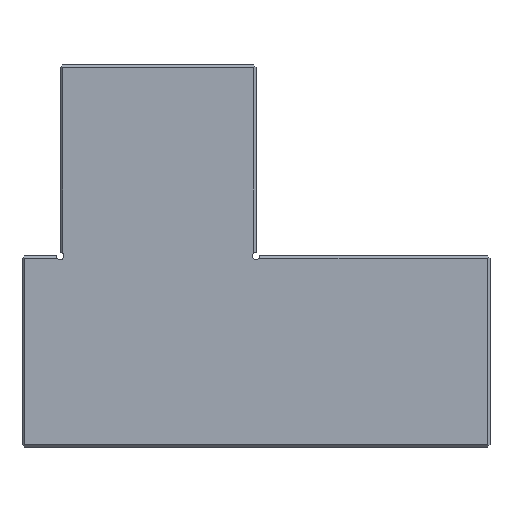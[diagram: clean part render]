
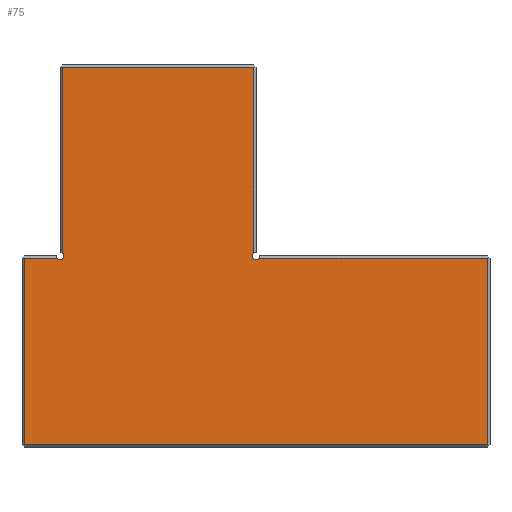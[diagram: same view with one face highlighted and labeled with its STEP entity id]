
A CAD part, front view. The second image highlights one B-rep face of the part: STEP entity #75.
In plain terms, the highlighted planar face has unit normal (0, -1, 0).
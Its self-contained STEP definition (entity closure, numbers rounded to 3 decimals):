
#75 = ADVANCED_FACE( '', ( #137 ), #138, .F. );
#137 = FACE_OUTER_BOUND( '', #297, .T. );
#138 = PLANE( '', #298 );
#297 = EDGE_LOOP( '', ( #457, #458, #459, #460, #461, #462, #463, #464, #465, #466 ) );
#298 = AXIS2_PLACEMENT_3D( '', #467, #468, #469 );
#457 = ORIENTED_EDGE( '', *, *, #897, .T. );
#458 = ORIENTED_EDGE( '', *, *, #898, .T. );
#459 = ORIENTED_EDGE( '', *, *, #899, .T. );
#460 = ORIENTED_EDGE( '', *, *, #900, .T. );
#461 = ORIENTED_EDGE( '', *, *, #901, .F. );
#462 = ORIENTED_EDGE( '', *, *, #902, .T. );
#463 = ORIENTED_EDGE( '', *, *, #903, .T. );
#464 = ORIENTED_EDGE( '', *, *, #904, .T. );
#465 = ORIENTED_EDGE( '', *, *, #905, .F. );
#466 = ORIENTED_EDGE( '', *, *, #906, .T. );
#467 = CARTESIAN_POINT( '', ( 98., -40., 0. ) );
#468 = DIRECTION( '', ( 0., 1., 0. ) );
#469 = DIRECTION( '', ( 0., 0., 1. ) );
#897 = EDGE_CURVE( '', #1026, #1027, #1028, .T. );
#898 = EDGE_CURVE( '', #1027, #1029, #1030, .T. );
#899 = EDGE_CURVE( '', #1029, #1031, #1032, .T. );
#900 = EDGE_CURVE( '', #1031, #1033, #1034, .T. );
#901 = EDGE_CURVE( '', #1035, #1033, #1036, .T. );
#902 = EDGE_CURVE( '', #1035, #1037, #1038, .T. );
#903 = EDGE_CURVE( '', #1037, #1039, #1040, .T. );
#904 = EDGE_CURVE( '', #1039, #1041, #1042, .T. );
#905 = EDGE_CURVE( '', #1043, #1041, #1044, .T. );
#906 = EDGE_CURVE( '', #1043, #1026, #1045, .T. );
#1026 = VERTEX_POINT( '', #1250 );
#1027 = VERTEX_POINT( '', #1251 );
#1028 = LINE( '', #1252, #1253 );
#1029 = VERTEX_POINT( '', #1254 );
#1030 = LINE( '', #1255, #1256 );
#1031 = VERTEX_POINT( '', #1257 );
#1032 = LINE( '', #1258, #1259 );
#1033 = VERTEX_POINT( '', #1260 );
#1034 = LINE( '', #1261, #1262 );
#1035 = VERTEX_POINT( '', #1263 );
#1036 = CIRCLE( '', #1264, 0.75 );
#1037 = VERTEX_POINT( '', #1265 );
#1038 = LINE( '', #1266, #1267 );
#1039 = VERTEX_POINT( '', #1268 );
#1040 = LINE( '', #1269, #1270 );
#1041 = VERTEX_POINT( '', #1271 );
#1042 = LINE( '', #1272, #1273 );
#1043 = VERTEX_POINT( '', #1274 );
#1044 = CIRCLE( '', #1275, 0.75 );
#1045 = LINE( '', #1276, #1277 );
#1250 = CARTESIAN_POINT( '', ( 0.5, -40., 39.5 ) );
#1251 = CARTESIAN_POINT( '', ( 0.5, -40., 0.5 ) );
#1252 = CARTESIAN_POINT( '', ( 0.5, -40., 0. ) );
#1253 = VECTOR( '', #1558, 1000. );
#1254 = CARTESIAN_POINT( '', ( 97.5, -40., 0.5 ) );
#1255 = CARTESIAN_POINT( '', ( 97.5, -40., 0.5 ) );
#1256 = VECTOR( '', #1559, 1000. );
#1257 = CARTESIAN_POINT( '', ( 97.5, -40., 39.5 ) );
#1258 = CARTESIAN_POINT( '', ( 97.5, -40., 40. ) );
#1259 = VECTOR( '', #1560, 1000. );
#1260 = CARTESIAN_POINT( '', ( 49.559, -40., 39.5 ) );
#1261 = CARTESIAN_POINT( '', ( 49.75, -40., 39.5 ) );
#1262 = VECTOR( '', #1561, 1000. );
#1263 = CARTESIAN_POINT( '', ( 48.5, -40., 40.559 ) );
#1264 = AXIS2_PLACEMENT_3D( '', #1562, #1563, #1564 );
#1265 = CARTESIAN_POINT( '', ( 48.5, -40., 79.5 ) );
#1266 = CARTESIAN_POINT( '', ( 48.5, -40., 80. ) );
#1267 = VECTOR( '', #1565, 1000. );
#1268 = CARTESIAN_POINT( '', ( 8.5, -40., 79.5 ) );
#1269 = CARTESIAN_POINT( '', ( 8.5, -40., 79.5 ) );
#1270 = VECTOR( '', #1566, 1000. );
#1271 = CARTESIAN_POINT( '', ( 8.5, -40., 40.559 ) );
#1272 = CARTESIAN_POINT( '', ( 8.5, -40., 40.75 ) );
#1273 = VECTOR( '', #1567, 1000. );
#1274 = CARTESIAN_POINT( '', ( 7.441, -40., 39.5 ) );
#1275 = AXIS2_PLACEMENT_3D( '', #1568, #1569, #1570 );
#1276 = CARTESIAN_POINT( '', ( 0.5, -40., 39.5 ) );
#1277 = VECTOR( '', #1571, 1000. );
#1558 = DIRECTION( '', ( 0., 0., -1. ) );
#1559 = DIRECTION( '', ( 1., 0., 0. ) );
#1560 = DIRECTION( '', ( 0., 0., 1. ) );
#1561 = DIRECTION( '', ( -1., 0., 0. ) );
#1562 = CARTESIAN_POINT( '', ( 49., -40., 40. ) );
#1563 = DIRECTION( '', ( 0., -1., 0. ) );
#1564 = DIRECTION( '', ( 1., 0., 0. ) );
#1565 = DIRECTION( '', ( 0., 0., 1. ) );
#1566 = DIRECTION( '', ( -1., 0., 0. ) );
#1567 = DIRECTION( '', ( 0., 0., -1. ) );
#1568 = CARTESIAN_POINT( '', ( 8., -40., 40. ) );
#1569 = DIRECTION( '', ( 0., -1., 0. ) );
#1570 = DIRECTION( '', ( 1., 0., 0. ) );
#1571 = DIRECTION( '', ( -1., 0., 0. ) );
